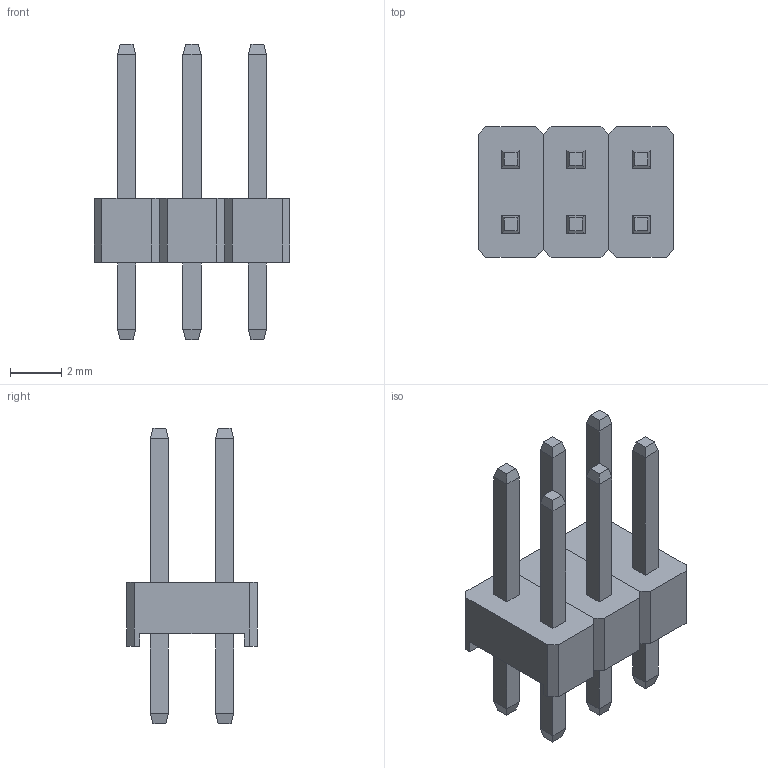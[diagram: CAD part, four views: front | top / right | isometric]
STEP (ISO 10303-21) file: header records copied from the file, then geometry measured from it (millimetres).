
FILE_DESCRIPTION(/* description */ (''),/* implementation_level */ '2;1');
FILE_NAME(/* name */ 'HDR-TH_6P-P2.54-V-M-R2-C3-S2.54-1.step',/* time_stamp */ '2023-06-11T16:51:33+08:00',/* author */ (''),/* organization */ (''),/* preprocessor_version */ 'ST-DEVELOPER v19.2',/* originating_system */ 'Autodesk Translation Framework v12.6.0.85',/* authorisation */ '');
FILE_SCHEMA (('AUTOMOTIVE_DESIGN { 1 0 10303 214 3 1 1 }'));
Length unit declared in the file: millimetre
Products named in the file (4): (未保存); J1; HDR-TH_6P-P2.54-V-M-R2-C3-S2.54-1; COMPOUND (1)
Assembly tree (3 placements, depth 4):
  (未保存)
    J1
      HDR-TH_6P-P2.54-V-M-R2-C3-S2.54-1
        COMPOUND (1)
Bounding box: 7.62 x 5.08 x 11.5 mm (x, y, z)
Volume: 107.1 mm3; surface area: 335.5 mm2
Topology: 3 solids, 3 shells, 504 faces, 1284 edges, 840 vertices
Faces by surface type: plane 420, bspline 84
Entity records: 19815 total; most frequent: CARTESIAN_POINT 7591, ORIENTED_EDGE 2568, DIRECTION 1970, EDGE_CURVE 1284, LINE 1116, VECTOR 1116, VERTEX_POINT 840, EDGE_LOOP 558
